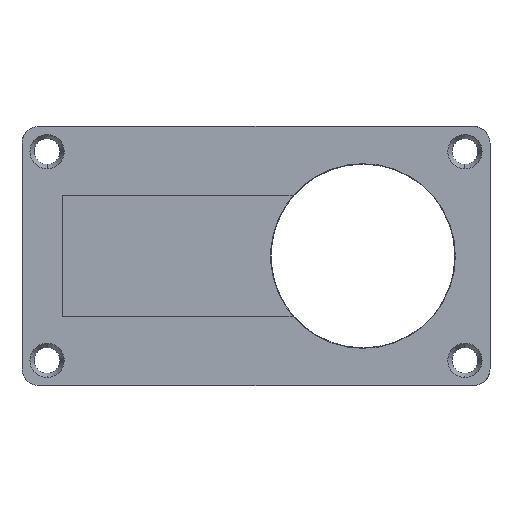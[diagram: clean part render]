
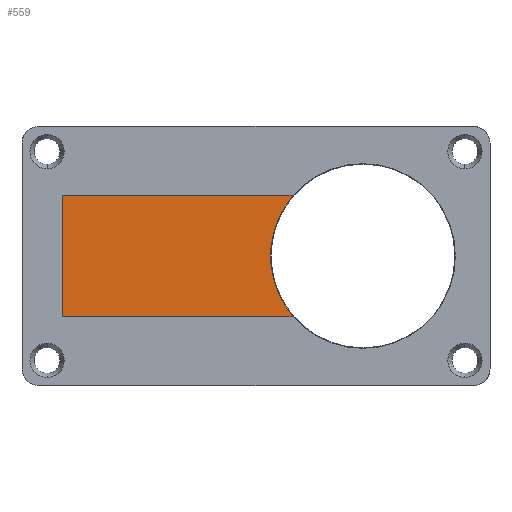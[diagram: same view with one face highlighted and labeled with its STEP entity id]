
A CAD part, left-side view. The second image highlights one B-rep face of the part: STEP entity #559.
In plain terms, the highlighted planar face has unit normal (-1, 0, 0).
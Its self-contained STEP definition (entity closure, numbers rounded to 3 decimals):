
#22 = CARTESIAN_POINT ( 'NONE',  ( 31.923, -3.29, -3.45 ) ) ;
#29 = CARTESIAN_POINT ( 'NONE',  ( 31.923, -13.469, 10.687 ) ) ;
#44 = DIRECTION ( 'NONE',  ( 0., -0.5, 0.866 ) ) ;
#48 = AXIS2_PLACEMENT_3D ( 'NONE', #918, #540, #567 ) ;
#63 = LINE ( 'NONE', #1222, #313 ) ;
#88 = ORIENTED_EDGE ( 'NONE', *, *, #501, .T. ) ;
#104 = EDGE_CURVE ( 'NONE', #2376, #290, #1824, .T. ) ;
#176 = LINE ( 'NONE', #1967, #2134 ) ;
#179 = VERTEX_POINT ( 'NONE', #2029 ) ;
#185 = DIRECTION ( 'NONE',  ( 0., 1., 0. ) ) ;
#211 = CARTESIAN_POINT ( 'NONE',  ( 31.923, 14.197, -3.819 ) ) ;
#233 = CARTESIAN_POINT ( 'NONE',  ( 31.923, -7.1, -5.65 ) ) ;
#234 = CARTESIAN_POINT ( 'NONE',  ( 31.923, -8.807, 0.756 ) ) ;
#265 = EDGE_LOOP ( 'NONE', ( #1903, #88, #714, #2160, #657, #870, #366, #2548, #1281, #1271, #1981, #737, #2344, #1702 ) ) ;
#290 = VERTEX_POINT ( 'NONE', #318 ) ;
#303 = LINE ( 'NONE', #2269, #1123 ) ;
#313 = VECTOR ( 'NONE', #2417, 1000. ) ;
#318 = CARTESIAN_POINT ( 'NONE',  ( 31.923, -11.449, 10.681 ) ) ;
#331 = CIRCLE ( 'NONE', #1143, 2. ) ;
#339 = EDGE_CURVE ( 'NONE', #1336, #1945, #2503, .T. ) ;
#366 = ORIENTED_EDGE ( 'NONE', *, *, #1215, .F. ) ;
#399 = LINE ( 'NONE', #211, #1166 ) ;
#423 = CARTESIAN_POINT ( 'NONE',  ( 31.923, -8.187, 10.631 ) ) ;
#430 = EDGE_CURVE ( 'NONE', #179, #1012, #964, .T. ) ;
#501 = EDGE_CURVE ( 'NONE', #1743, #2237, #331, .T. ) ;
#527 = VECTOR ( 'NONE', #44, 1000. ) ;
#540 = DIRECTION ( 'NONE',  ( 1., 0., 0. ) ) ;
#559 = ADVANCED_FACE ( 'NONE', ( #1634 ), #1030, .T. ) ;
#567 = DIRECTION ( 'NONE',  ( 0., 0., 1. ) ) ;
#652 = VECTOR ( 'NONE', #2558, 1000. ) ;
#657 = ORIENTED_EDGE ( 'NONE', *, *, #2513, .T. ) ;
#714 = ORIENTED_EDGE ( 'NONE', *, *, #780, .T. ) ;
#737 = ORIENTED_EDGE ( 'NONE', *, *, #2094, .F. ) ;
#758 = VECTOR ( 'NONE', #1020, 1000. ) ;
#780 = EDGE_CURVE ( 'NONE', #2237, #908, #1237, .T. ) ;
#799 = DIRECTION ( 'NONE',  ( 0., -1., 0. ) ) ;
#828 = VERTEX_POINT ( 'NONE', #2085 ) ;
#860 = VERTEX_POINT ( 'NONE', #1181 ) ;
#870 = ORIENTED_EDGE ( 'NONE', *, *, #104, .F. ) ;
#896 = EDGE_CURVE ( 'NONE', #828, #1527, #176, .T. ) ;
#908 = VERTEX_POINT ( 'NONE', #29 ) ;
#918 = CARTESIAN_POINT ( 'NONE',  ( 31.923, -21.803, 3.431 ) ) ;
#939 = VECTOR ( 'NONE', #185, 1000. ) ;
#964 = LINE ( 'NONE', #1157, #652 ) ;
#1012 = VERTEX_POINT ( 'NONE', #423 ) ;
#1020 = DIRECTION ( 'NONE',  ( 0., 0.5, -0.866 ) ) ;
#1021 = DIRECTION ( 'NONE',  ( 0., 0.5, 0.866 ) ) ;
#1023 = CARTESIAN_POINT ( 'NONE',  ( 31.923, -13.321, 12.681 ) ) ;
#1030 = PLANE ( 'NONE',  #1523 ) ;
#1043 = CIRCLE ( 'NONE', #2514, 2. ) ;
#1096 = VERTEX_POINT ( 'NONE', #1857 ) ;
#1116 = CARTESIAN_POINT ( 'NONE',  ( 31.923, -13.321, -3.819 ) ) ;
#1123 = VECTOR ( 'NONE', #1733, 1000. ) ;
#1143 = AXIS2_PLACEMENT_3D ( 'NONE', #1538, #2169, #1346 ) ;
#1146 = EDGE_CURVE ( 'NONE', #860, #1336, #2254, .T. ) ;
#1155 = CARTESIAN_POINT ( 'NONE',  ( 31.923, 14.197, 10.681 ) ) ;
#1157 = CARTESIAN_POINT ( 'NONE',  ( 31.923, -12.618, 2.956 ) ) ;
#1166 = VECTOR ( 'NONE', #799, 1000. ) ;
#1181 = CARTESIAN_POINT ( 'NONE',  ( 31.923, -11.449, -3.819 ) ) ;
#1207 = LINE ( 'NONE', #233, #758 ) ;
#1215 = EDGE_CURVE ( 'NONE', #1012, #2376, #303, .T. ) ;
#1222 = CARTESIAN_POINT ( 'NONE',  ( 31.923, 14.197, 10.681 ) ) ;
#1237 = CIRCLE ( 'NONE', #48, 11.05 ) ;
#1271 = ORIENTED_EDGE ( 'NONE', *, *, #896, .T. ) ;
#1281 = ORIENTED_EDGE ( 'NONE', *, *, #2361, .T. ) ;
#1313 = CARTESIAN_POINT ( 'NONE',  ( 31.923, -8.187, -3.769 ) ) ;
#1336 = VERTEX_POINT ( 'NONE', #1735 ) ;
#1346 = DIRECTION ( 'NONE',  ( 0., 0., 1. ) ) ;
#1349 = DIRECTION ( 'NONE',  ( 0., 0., -1. ) ) ;
#1382 = VERTEX_POINT ( 'NONE', #1909 ) ;
#1434 = DIRECTION ( 'NONE',  ( 0., 0., 1. ) ) ;
#1445 = CARTESIAN_POINT ( 'NONE',  ( 31.923, -11.42, 10.631 ) ) ;
#1515 = LINE ( 'NONE', #1155, #939 ) ;
#1523 = AXIS2_PLACEMENT_3D ( 'NONE', #2048, #2439, #2198 ) ;
#1527 = VERTEX_POINT ( 'NONE', #2161 ) ;
#1538 = CARTESIAN_POINT ( 'NONE',  ( 31.923, -13.321, -5.819 ) ) ;
#1595 = VECTOR ( 'NONE', #2488, 1000. ) ;
#1634 = FACE_OUTER_BOUND ( 'NONE', #265, .T. ) ;
#1661 = VECTOR ( 'NONE', #1021, 1000. ) ;
#1693 = LINE ( 'NONE', #2529, #1835 ) ;
#1702 = ORIENTED_EDGE ( 'NONE', *, *, #1146, .F. ) ;
#1731 = EDGE_CURVE ( 'NONE', #860, #1743, #1693, .T. ) ;
#1733 = DIRECTION ( 'NONE',  ( 0., -1., 0. ) ) ;
#1735 = CARTESIAN_POINT ( 'NONE',  ( 31.923, -11.42, -3.769 ) ) ;
#1743 = VERTEX_POINT ( 'NONE', #1116 ) ;
#1752 = CARTESIAN_POINT ( 'NONE',  ( 31.923, -13.469, -3.824 ) ) ;
#1824 = LINE ( 'NONE', #22, #527 ) ;
#1835 = VECTOR ( 'NONE', #2543, 1000. ) ;
#1857 = CARTESIAN_POINT ( 'NONE',  ( 31.923, -8.158, -3.819 ) ) ;
#1903 = ORIENTED_EDGE ( 'NONE', *, *, #1731, .T. ) ;
#1906 = EDGE_CURVE ( 'NONE', #908, #1382, #1043, .T. ) ;
#1909 = CARTESIAN_POINT ( 'NONE',  ( 31.923, -13.321, 10.681 ) ) ;
#1945 = VERTEX_POINT ( 'NONE', #1313 ) ;
#1967 = CARTESIAN_POINT ( 'NONE',  ( 31.923, 14.197, -3.819 ) ) ;
#1981 = ORIENTED_EDGE ( 'NONE', *, *, #2259, .T. ) ;
#2029 = CARTESIAN_POINT ( 'NONE',  ( 31.923, -8.158, 10.681 ) ) ;
#2048 = CARTESIAN_POINT ( 'NONE',  ( 31.923, -2.406, -2.94 ) ) ;
#2068 = DIRECTION ( 'NONE',  ( 1., 0., 0. ) ) ;
#2085 = CARTESIAN_POINT ( 'NONE',  ( 31.923, 14.197, 10.681 ) ) ;
#2094 = EDGE_CURVE ( 'NONE', #1945, #1096, #1207, .T. ) ;
#2134 = VECTOR ( 'NONE', #1349, 1000. ) ;
#2160 = ORIENTED_EDGE ( 'NONE', *, *, #1906, .T. ) ;
#2161 = CARTESIAN_POINT ( 'NONE',  ( 31.923, 14.197, -3.819 ) ) ;
#2169 = DIRECTION ( 'NONE',  ( 1., 0., 0. ) ) ;
#2198 = DIRECTION ( 'NONE',  ( 0., 0., 1. ) ) ;
#2237 = VERTEX_POINT ( 'NONE', #1752 ) ;
#2254 = LINE ( 'NONE', #234, #1661 ) ;
#2259 = EDGE_CURVE ( 'NONE', #1527, #1096, #399, .T. ) ;
#2269 = CARTESIAN_POINT ( 'NONE',  ( 31.923, -2.406, 10.631 ) ) ;
#2331 = CARTESIAN_POINT ( 'NONE',  ( 31.923, -2.406, -3.769 ) ) ;
#2344 = ORIENTED_EDGE ( 'NONE', *, *, #339, .F. ) ;
#2361 = EDGE_CURVE ( 'NONE', #179, #828, #63, .T. ) ;
#2376 = VERTEX_POINT ( 'NONE', #1445 ) ;
#2417 = DIRECTION ( 'NONE',  ( 0., 1., 0. ) ) ;
#2439 = DIRECTION ( 'NONE',  ( -1., 0., 0. ) ) ;
#2488 = DIRECTION ( 'NONE',  ( 0., 1., 0. ) ) ;
#2503 = LINE ( 'NONE', #2331, #1595 ) ;
#2513 = EDGE_CURVE ( 'NONE', #1382, #290, #1515, .T. ) ;
#2514 = AXIS2_PLACEMENT_3D ( 'NONE', #1023, #2068, #1434 ) ;
#2529 = CARTESIAN_POINT ( 'NONE',  ( 31.923, 14.197, -3.819 ) ) ;
#2543 = DIRECTION ( 'NONE',  ( 0., -1., 0. ) ) ;
#2548 = ORIENTED_EDGE ( 'NONE', *, *, #430, .F. ) ;
#2558 = DIRECTION ( 'NONE',  ( 0., -0.5, -0.866 ) ) ;
